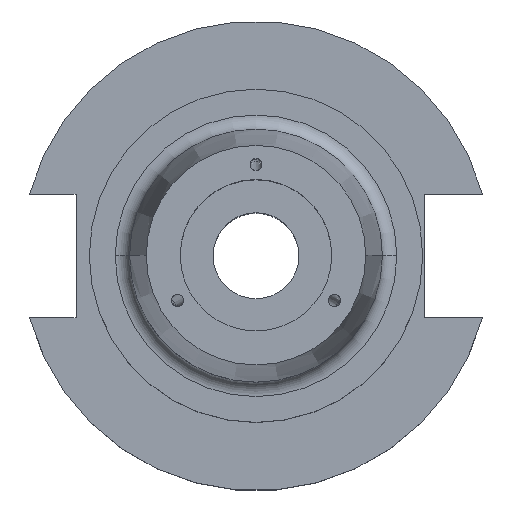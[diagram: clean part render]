
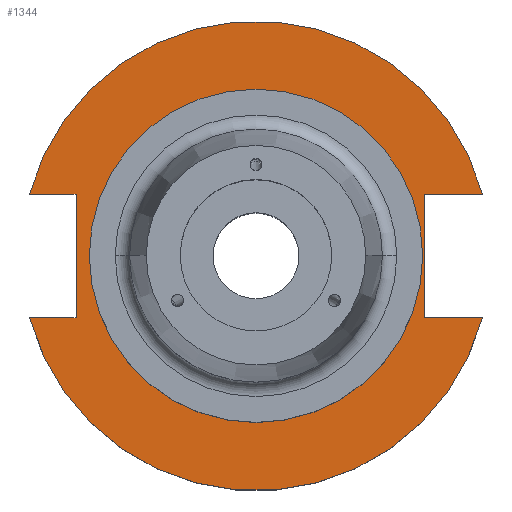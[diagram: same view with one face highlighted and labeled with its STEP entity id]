
A CAD part, top view. The second image highlights one B-rep face of the part: STEP entity #1344.
In plain terms, the highlighted planar face has unit normal (0, 0, 1).
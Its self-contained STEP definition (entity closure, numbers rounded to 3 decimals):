
#4 = DIRECTION ( 'NONE',  ( 1., 0., 0. ) ) ;
#27 = ORIENTED_EDGE ( 'NONE', *, *, #897, .F. ) ;
#34 = DIRECTION ( 'NONE',  ( 0., 0., 1. ) ) ;
#61 = DIRECTION ( 'NONE',  ( 0., -1., 0. ) ) ;
#149 = CIRCLE ( 'NONE', #2281, 49.212 ) ;
#206 = CIRCLE ( 'NONE', #1746, 34.925 ) ;
#214 = ORIENTED_EDGE ( 'NONE', *, *, #2449, .F. ) ;
#218 = VERTEX_POINT ( 'NONE', #509 ) ;
#293 = CARTESIAN_POINT ( 'NONE',  ( 47.477, -12.954, 19.05 ) ) ;
#364 = CARTESIAN_POINT ( 'NONE',  ( -63.719, 12.954, 19.05 ) ) ;
#374 = AXIS2_PLACEMENT_3D ( 'NONE', #2035, #2244, #4 ) ;
#396 = ORIENTED_EDGE ( 'NONE', *, *, #2404, .F. ) ;
#431 = CIRCLE ( 'NONE', #1567, 49.212 ) ;
#509 = CARTESIAN_POINT ( 'NONE',  ( -47.477, 12.954, 19.05 ) ) ;
#511 = VECTOR ( 'NONE', #61, 1000. ) ;
#593 = LINE ( 'NONE', #2154, #2210 ) ;
#689 = CARTESIAN_POINT ( 'NONE',  ( -37.719, -12.954, 19.05 ) ) ;
#759 = CARTESIAN_POINT ( 'NONE',  ( -63.719, -12.954, 19.05 ) ) ;
#769 = CARTESIAN_POINT ( 'NONE',  ( -47.477, -12.954, 19.05 ) ) ;
#773 = ORIENTED_EDGE ( 'NONE', *, *, #2369, .F. ) ;
#786 = CARTESIAN_POINT ( 'NONE',  ( 0., 0., 19.05 ) ) ;
#822 = LINE ( 'NONE', #851, #1367 ) ;
#851 = CARTESIAN_POINT ( 'NONE',  ( -37.719, 12.954, 19.05 ) ) ;
#877 = CARTESIAN_POINT ( 'NONE',  ( 0., 0., 19.05 ) ) ;
#889 = CARTESIAN_POINT ( 'NONE',  ( -34.925, 0., 19.05 ) ) ;
#897 = EDGE_CURVE ( 'NONE', #1677, #2126, #822, .T. ) ;
#928 = DIRECTION ( 'NONE',  ( -1., 0., 0. ) ) ;
#931 = VECTOR ( 'NONE', #2175, 1000. ) ;
#936 = CARTESIAN_POINT ( 'NONE',  ( 47.477, 12.954, 19.05 ) ) ;
#971 = DIRECTION ( 'NONE',  ( 1., 0., 0. ) ) ;
#1003 = EDGE_CURVE ( 'NONE', #1712, #2527, #1034, .T. ) ;
#1034 = LINE ( 'NONE', #2177, #511 ) ;
#1080 = EDGE_CURVE ( 'NONE', #2089, #218, #431, .T. ) ;
#1141 = CIRCLE ( 'NONE', #2610, 34.925 ) ;
#1192 = LINE ( 'NONE', #2592, #1681 ) ;
#1202 = CARTESIAN_POINT ( 'NONE',  ( 0., 0., 19.05 ) ) ;
#1252 = DIRECTION ( 'NONE',  ( 1., 0., 0. ) ) ;
#1257 = EDGE_CURVE ( 'NONE', #2527, #2643, #1192, .T. ) ;
#1276 = VECTOR ( 'NONE', #1786, 1000. ) ;
#1320 = EDGE_CURVE ( 'NONE', #1566, #2467, #1141, .T. ) ;
#1344 = ADVANCED_FACE ( 'NONE', ( #1627, #2162 ), #1844, .T. ) ;
#1367 = VECTOR ( 'NONE', #2282, 1000. ) ;
#1413 = DIRECTION ( 'NONE',  ( 1., 0., 0. ) ) ;
#1435 = ORIENTED_EDGE ( 'NONE', *, *, #1080, .T. ) ;
#1458 = CARTESIAN_POINT ( 'NONE',  ( 0., 0., 19.05 ) ) ;
#1512 = DIRECTION ( 'NONE',  ( 0., 0., 1. ) ) ;
#1516 = EDGE_LOOP ( 'NONE', ( #2424, #2101 ) ) ;
#1566 = VERTEX_POINT ( 'NONE', #889 ) ;
#1567 = AXIS2_PLACEMENT_3D ( 'NONE', #1458, #34, #1252 ) ;
#1627 = FACE_BOUND ( 'NONE', #1516, .T. ) ;
#1677 = VERTEX_POINT ( 'NONE', #689 ) ;
#1681 = VECTOR ( 'NONE', #1970, 1000. ) ;
#1712 = VERTEX_POINT ( 'NONE', #2170 ) ;
#1746 = AXIS2_PLACEMENT_3D ( 'NONE', #786, #2201, #971 ) ;
#1750 = ORIENTED_EDGE ( 'NONE', *, *, #1257, .F. ) ;
#1786 = DIRECTION ( 'NONE',  ( -1., 0., 0. ) ) ;
#1800 = EDGE_LOOP ( 'NONE', ( #2192, #1750, #2633, #773, #1435, #214, #27, #396 ) ) ;
#1844 = PLANE ( 'NONE',  #374 ) ;
#1970 = DIRECTION ( 'NONE',  ( 1., 0., 0. ) ) ;
#2015 = CARTESIAN_POINT ( 'NONE',  ( 35.306, -12.954, 19.05 ) ) ;
#2035 = CARTESIAN_POINT ( 'NONE',  ( 0., 49.212, 19.05 ) ) ;
#2089 = VERTEX_POINT ( 'NONE', #936 ) ;
#2101 = ORIENTED_EDGE ( 'NONE', *, *, #1320, .F. ) ;
#2126 = VERTEX_POINT ( 'NONE', #2576 ) ;
#2154 = CARTESIAN_POINT ( 'NONE',  ( 35.306, 12.954, 19.05 ) ) ;
#2162 = FACE_OUTER_BOUND ( 'NONE', #1800, .T. ) ;
#2170 = CARTESIAN_POINT ( 'NONE',  ( 35.306, 12.954, 19.05 ) ) ;
#2175 = DIRECTION ( 'NONE',  ( 1., 0., 0. ) ) ;
#2177 = CARTESIAN_POINT ( 'NONE',  ( 35.306, 12.954, 19.05 ) ) ;
#2192 = ORIENTED_EDGE ( 'NONE', *, *, #2550, .T. ) ;
#2201 = DIRECTION ( 'NONE',  ( 0., 0., 1. ) ) ;
#2210 = VECTOR ( 'NONE', #928, 1000. ) ;
#2244 = DIRECTION ( 'NONE',  ( 0., 0., 1. ) ) ;
#2281 = AXIS2_PLACEMENT_3D ( 'NONE', #1202, #2642, #1413 ) ;
#2282 = DIRECTION ( 'NONE',  ( 0., 1., 0. ) ) ;
#2368 = LINE ( 'NONE', #364, #1276 ) ;
#2369 = EDGE_CURVE ( 'NONE', #2089, #1712, #593, .T. ) ;
#2404 = EDGE_CURVE ( 'NONE', #2460, #1677, #2480, .T. ) ;
#2424 = ORIENTED_EDGE ( 'NONE', *, *, #2476, .F. ) ;
#2430 = DIRECTION ( 'NONE',  ( 1., 0., 0. ) ) ;
#2449 = EDGE_CURVE ( 'NONE', #2126, #218, #2368, .T. ) ;
#2460 = VERTEX_POINT ( 'NONE', #769 ) ;
#2467 = VERTEX_POINT ( 'NONE', #2605 ) ;
#2476 = EDGE_CURVE ( 'NONE', #2467, #1566, #206, .T. ) ;
#2480 = LINE ( 'NONE', #759, #931 ) ;
#2527 = VERTEX_POINT ( 'NONE', #2015 ) ;
#2550 = EDGE_CURVE ( 'NONE', #2460, #2643, #149, .T. ) ;
#2576 = CARTESIAN_POINT ( 'NONE',  ( -37.719, 12.954, 19.05 ) ) ;
#2592 = CARTESIAN_POINT ( 'NONE',  ( 35.306, -12.954, 19.05 ) ) ;
#2605 = CARTESIAN_POINT ( 'NONE',  ( 34.925, 0., 19.05 ) ) ;
#2610 = AXIS2_PLACEMENT_3D ( 'NONE', #877, #1512, #2430 ) ;
#2633 = ORIENTED_EDGE ( 'NONE', *, *, #1003, .F. ) ;
#2642 = DIRECTION ( 'NONE',  ( 0., 0., 1. ) ) ;
#2643 = VERTEX_POINT ( 'NONE', #293 ) ;
